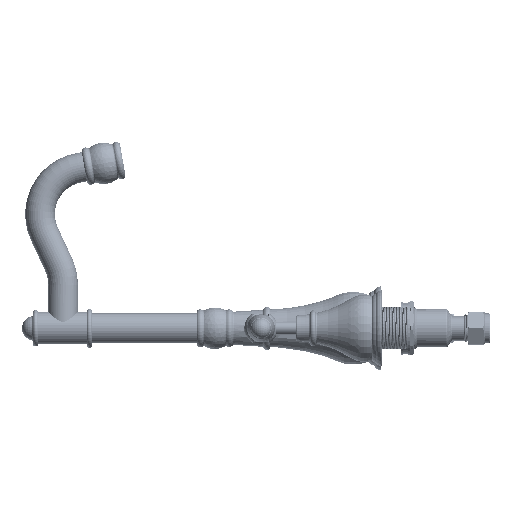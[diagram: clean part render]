
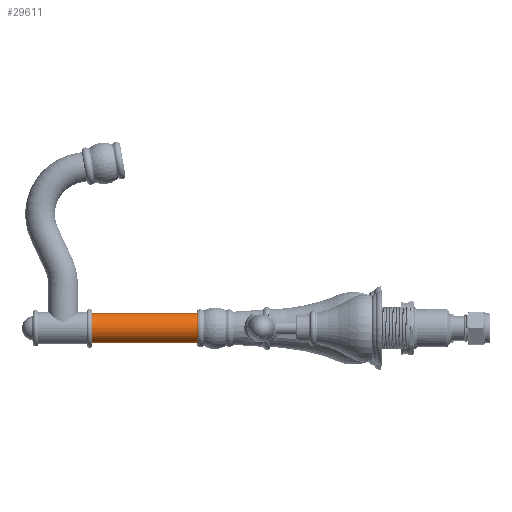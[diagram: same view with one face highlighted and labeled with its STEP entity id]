
A CAD part, left-side view. The second image highlights one B-rep face of the part: STEP entity #29611.
In plain terms, the highlighted cylindrical face has radius 11 mm (diameter 22 mm), a partial arc.
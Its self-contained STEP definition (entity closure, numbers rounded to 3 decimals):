
#7409 = CIRCLE ( 'NONE', #113693, 11. ) ;
#10110 = DIRECTION ( 'NONE',  ( 0., -1., 0. ) ) ;
#11105 = CIRCLE ( 'NONE', #67160, 11. ) ;
#16246 = CYLINDRICAL_SURFACE ( 'NONE', #98104, 11. ) ;
#16616 = EDGE_CURVE ( 'NONE', #108386, #53130, #115195, .T. ) ;
#29611 = ADVANCED_FACE ( 'NONE', ( #40023 ), #16246, .T. ) ;
#36734 = EDGE_CURVE ( 'NONE', #108386, #48557, #11105, .T. ) ;
#40023 = FACE_OUTER_BOUND ( 'NONE', #44290, .T. ) ;
#40990 = ORIENTED_EDGE ( 'NONE', *, *, #103073, .F. ) ;
#41231 = CARTESIAN_POINT ( 'NONE',  ( 0., 0., 0. ) ) ;
#43482 = DIRECTION ( 'NONE',  ( 0., -1., 0. ) ) ;
#44290 = EDGE_LOOP ( 'NONE', ( #69114, #70791, #109466, #40990 ) ) ;
#46432 = DIRECTION ( 'NONE',  ( 0., 0., -1. ) ) ;
#48557 = VERTEX_POINT ( 'NONE', #108483 ) ;
#49085 = CARTESIAN_POINT ( 'NONE',  ( 0., 0., -11. ) ) ;
#50837 = CARTESIAN_POINT ( 'NONE',  ( 0., 0., -11. ) ) ;
#53130 = VERTEX_POINT ( 'NONE', #84303 ) ;
#53164 = CARTESIAN_POINT ( 'NONE',  ( 0., 0., 0. ) ) ;
#56099 = CARTESIAN_POINT ( 'NONE',  ( 0., 82., 0. ) ) ;
#67160 = AXIS2_PLACEMENT_3D ( 'NONE', #56099, #10110, #46432 ) ;
#69114 = ORIENTED_EDGE ( 'NONE', *, *, #16616, .F. ) ;
#70791 = ORIENTED_EDGE ( 'NONE', *, *, #36734, .T. ) ;
#73243 = VECTOR ( 'NONE', #105518, 1000. ) ;
#76906 = DIRECTION ( 'NONE',  ( 0., 0., -1. ) ) ;
#78724 = DIRECTION ( 'NONE',  ( 0., -1., 0. ) ) ;
#84303 = CARTESIAN_POINT ( 'NONE',  ( 0., 0., 11. ) ) ;
#84748 = DIRECTION ( 'NONE',  ( 0., -1., 0. ) ) ;
#85991 = CARTESIAN_POINT ( 'NONE',  ( 0., 82., 11. ) ) ;
#98104 = AXIS2_PLACEMENT_3D ( 'NONE', #53164, #43482, #76906 ) ;
#98400 = VERTEX_POINT ( 'NONE', #50837 ) ;
#102059 = EDGE_CURVE ( 'NONE', #48557, #98400, #102926, .T. ) ;
#102926 = LINE ( 'NONE', #49085, #109730 ) ;
#103073 = EDGE_CURVE ( 'NONE', #53130, #98400, #7409, .T. ) ;
#105518 = DIRECTION ( 'NONE',  ( 0., -1., 0. ) ) ;
#108386 = VERTEX_POINT ( 'NONE', #85991 ) ;
#108483 = CARTESIAN_POINT ( 'NONE',  ( 0., 82., -11. ) ) ;
#109466 = ORIENTED_EDGE ( 'NONE', *, *, #102059, .T. ) ;
#109730 = VECTOR ( 'NONE', #84748, 1000. ) ;
#113693 = AXIS2_PLACEMENT_3D ( 'NONE', #41231, #78724, #114421 ) ;
#114421 = DIRECTION ( 'NONE',  ( 0., 0., -1. ) ) ;
#114583 = CARTESIAN_POINT ( 'NONE',  ( 0., 0., 11. ) ) ;
#115195 = LINE ( 'NONE', #114583, #73243 ) ;
